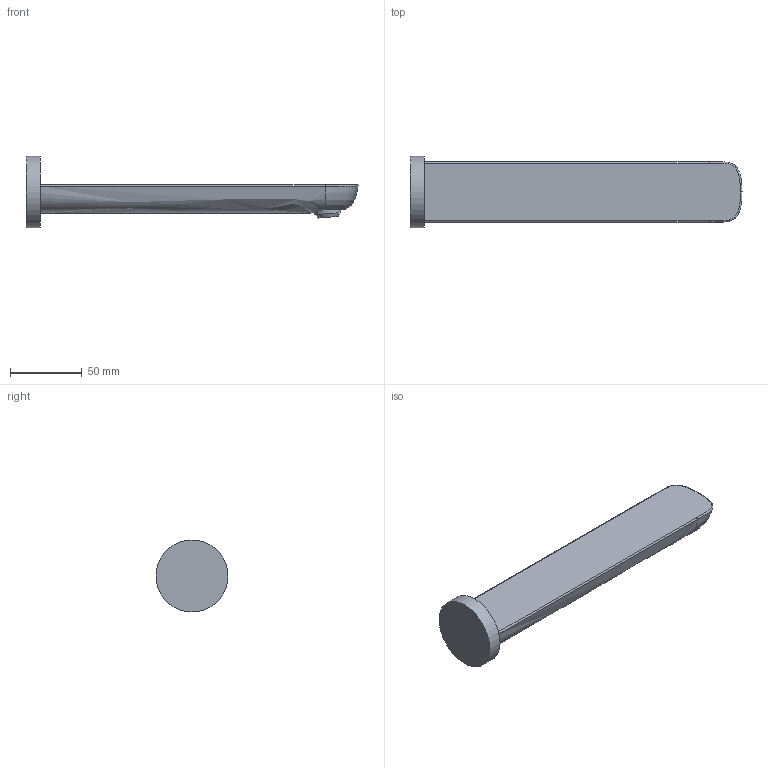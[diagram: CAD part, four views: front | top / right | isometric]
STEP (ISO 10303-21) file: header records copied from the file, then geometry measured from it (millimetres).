
FILE_DESCRIPTION(/* description */ (''),/* implementation_level */ '2;1');
FILE_NAME(/* name */ '3D_TVT10450500061_asm.step',/* time_stamp */ '2023-01-11T14:17:24+01:00',/* author */ (''),/* organization */ (''),/* preprocessor_version */ 'ST-DEVELOPER v19.2',/* originating_system */ 'Autodesk Translation Framework v11.17.0.187',/* authorisation */ '');
FILE_SCHEMA (('AUTOMOTIVE_DESIGN { 1 0 10303 214 3 1 1 }'));
Length unit declared in the file: millimetre
Products named in the file (4): (Nicht gespeichert); 80G92Q00M; 80Q92Q00; 80M24123VNP0
Assembly tree (3 placements, depth 2):
  (Nicht gespeichert)
    80G92Q00M
    80Q92Q00
    80M24123VNP0
Bounding box: 230.9 x 50 x 50 mm (x, y, z)
Volume: 169197.9 mm3; surface area: 31180.9 mm2
Topology: 2 solids, 5 shells, 28 faces, 58 edges, 38 vertices
Faces by surface type: bspline 12, plane 9, cylinder 6, cone 1
Full cylindrical faces by diameter (mm): 17 x1, 25 x1, 50 x1
Entity records: 2197 total; most frequent: CARTESIAN_POINT 1545, ORIENTED_EDGE 109, DIRECTION 103, EDGE_CURVE 57, AXIS2_PLACEMENT_3D 45, VERTEX_POINT 38, EDGE_LOOP 31, FACE_OUTER_BOUND 28
